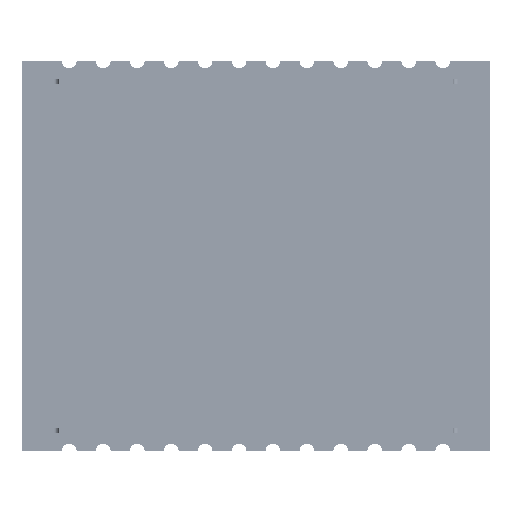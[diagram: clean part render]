
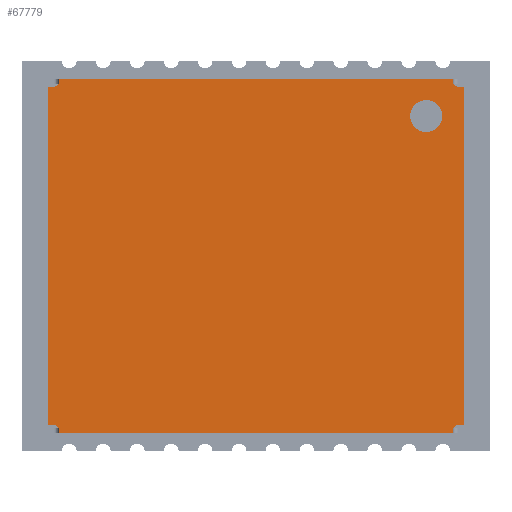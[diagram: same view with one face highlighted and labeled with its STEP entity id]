
A CAD part, top view. The second image highlights one B-rep face of the part: STEP entity #67779.
In plain terms, the highlighted planar face has unit normal (0, 0, 1).
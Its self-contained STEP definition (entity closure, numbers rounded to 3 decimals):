
#2285=FACE_BOUND('',#21272,.T.);
#4826=PLANE('',#74341);
#6802=LINE('',#111822,#10318);
#6805=LINE('',#111828,#10321);
#6813=LINE('',#111850,#10329);
#6827=LINE('',#111888,#10343);
#6830=LINE('',#111894,#10346);
#6838=LINE('',#111916,#10354);
#6855=LINE('',#111959,#10371);
#6862=LINE('',#111985,#10378);
#6880=LINE('',#112032,#10396);
#6884=LINE('',#112041,#10400);
#6891=LINE('',#112067,#10407);
#6909=LINE('',#112114,#10425);
#10318=VECTOR('',#87829,0.1);
#10321=VECTOR('',#87834,14.73);
#10329=VECTOR('',#87852,0.1);
#10343=VECTOR('',#87896,0.1);
#10346=VECTOR('',#87901,14.73);
#10354=VECTOR('',#87919,0.1);
#10371=VECTOR('',#87966,0.2);
#10378=VECTOR('',#87987,12.65);
#10396=VECTOR('',#88041,0.2);
#10400=VECTOR('',#88049,0.2);
#10407=VECTOR('',#88070,12.65);
#10425=VECTOR('',#88124,0.2);
#15996=FACE_OUTER_BOUND('',#21271,.T.);
#21271=EDGE_LOOP('',(#52447,#52448,#52449,#52450,#52451,#52452,#52453,#52454,
#52455,#52456,#52457,#52458,#52459,#52460,#52461,#52462));
#21272=EDGE_LOOP('',(#52463));
#28797=CIRCLE('',#74229,0.2);
#28798=CIRCLE('',#74232,0.2);
#28801=CIRCLE('',#74237,0.2);
#28804=CIRCLE('',#74243,0.2);
#28805=CIRCLE('',#74245,0.6);
#33981=VERTEX_POINT('',#111772);
#33982=VERTEX_POINT('',#111774);
#33985=VERTEX_POINT('',#111781);
#33986=VERTEX_POINT('',#111783);
#33991=VERTEX_POINT('',#111794);
#33992=VERTEX_POINT('',#111796);
#33997=VERTEX_POINT('',#111812);
#33998=VERTEX_POINT('',#111814);
#33999=VERTEX_POINT('',#111818);
#34000=VERTEX_POINT('',#111821);
#34002=VERTEX_POINT('',#111827);
#34020=VERTEX_POINT('',#111887);
#34022=VERTEX_POINT('',#111893);
#34041=VERTEX_POINT('',#111954);
#34043=VERTEX_POINT('',#111961);
#34067=VERTEX_POINT('',#112036);
#34069=VERTEX_POINT('',#112043);
#41083=EDGE_CURVE('',#33982,#33981,#28797,.T.);
#41087=EDGE_CURVE('',#33986,#33985,#28798,.T.);
#41093=EDGE_CURVE('',#33992,#33991,#28801,.T.);
#41103=EDGE_CURVE('',#33998,#33997,#28804,.T.);
#41105=EDGE_CURVE('',#33999,#33999,#28805,.T.);
#41106=EDGE_CURVE('',#33992,#34000,#6802,.T.);
#41109=EDGE_CURVE('',#34000,#34002,#6805,.T.);
#41121=EDGE_CURVE('',#33997,#34002,#6813,.T.);
#41139=EDGE_CURVE('',#33982,#34020,#6827,.T.);
#41142=EDGE_CURVE('',#34020,#34022,#6830,.T.);
#41154=EDGE_CURVE('',#33985,#34022,#6838,.T.);
#41175=EDGE_CURVE('',#33986,#34041,#6855,.T.);
#41188=EDGE_CURVE('',#34041,#34043,#6862,.T.);
#41212=EDGE_CURVE('',#33991,#34043,#6880,.T.);
#41216=EDGE_CURVE('',#33998,#34067,#6884,.T.);
#41229=EDGE_CURVE('',#34067,#34069,#6891,.T.);
#41253=EDGE_CURVE('',#33981,#34069,#6909,.T.);
#52447=ORIENTED_EDGE('',*,*,#41253,.T.);
#52448=ORIENTED_EDGE('',*,*,#41229,.F.);
#52449=ORIENTED_EDGE('',*,*,#41216,.F.);
#52450=ORIENTED_EDGE('',*,*,#41103,.T.);
#52451=ORIENTED_EDGE('',*,*,#41121,.T.);
#52452=ORIENTED_EDGE('',*,*,#41109,.F.);
#52453=ORIENTED_EDGE('',*,*,#41106,.F.);
#52454=ORIENTED_EDGE('',*,*,#41093,.T.);
#52455=ORIENTED_EDGE('',*,*,#41212,.T.);
#52456=ORIENTED_EDGE('',*,*,#41188,.F.);
#52457=ORIENTED_EDGE('',*,*,#41175,.F.);
#52458=ORIENTED_EDGE('',*,*,#41087,.T.);
#52459=ORIENTED_EDGE('',*,*,#41154,.T.);
#52460=ORIENTED_EDGE('',*,*,#41142,.F.);
#52461=ORIENTED_EDGE('',*,*,#41139,.F.);
#52462=ORIENTED_EDGE('',*,*,#41083,.T.);
#52463=ORIENTED_EDGE('',*,*,#41105,.T.);
#67779=ADVANCED_FACE('',(#15996,#2285),#4826,.T.);
#74229=AXIS2_PLACEMENT_3D('',#111775,#87782,#87783);
#74232=AXIS2_PLACEMENT_3D('',#111784,#87790,#87791);
#74237=AXIS2_PLACEMENT_3D('',#111797,#87802,#87803);
#74243=AXIS2_PLACEMENT_3D('',#111815,#87820,#87821);
#74245=AXIS2_PLACEMENT_3D('',#111819,#87825,#87826);
#74341=AXIS2_PLACEMENT_3D('',#112115,#88125,#88126);
#87782=DIRECTION('center_axis',(0.,0.,
-1.));
#87783=DIRECTION('ref_axis',(0.,1.,0.));
#87790=DIRECTION('center_axis',(0.,0.,
-1.));
#87791=DIRECTION('ref_axis',(1.,0.,0.));
#87802=DIRECTION('center_axis',(0.,0.,
-1.));
#87803=DIRECTION('ref_axis',(0.,-1.,0.));
#87820=DIRECTION('center_axis',(0.,0.,
-1.));
#87821=DIRECTION('ref_axis',(-1.,0.,0.));
#87825=DIRECTION('center_axis',(0.,0.,
-1.));
#87826=DIRECTION('ref_axis',(-1.,0.,0.));
#87829=DIRECTION('',(0.,1.,0.));
#87834=DIRECTION('',(1.,0.,0.));
#87852=DIRECTION('',(0.,1.,0.));
#87896=DIRECTION('',(0.,-1.,0.));
#87901=DIRECTION('',(-1.,0.,0.));
#87919=DIRECTION('',(0.,-1.,0.));
#87966=DIRECTION('',(-1.,0.,0.));
#87987=DIRECTION('',(0.,1.,0.));
#88041=DIRECTION('',(-1.,0.,0.));
#88049=DIRECTION('',(1.,0.,0.));
#88070=DIRECTION('',(0.,-1.,0.));
#88124=DIRECTION('',(1.,0.,0.));
#88125=DIRECTION('center_axis',(0.,0.,
1.));
#88126=DIRECTION('ref_axis',(0.,-1.,0.));
#111772=CARTESIAN_POINT('',(1164.075,526.847,4.5));
#111774=CARTESIAN_POINT('',(1163.875,526.647,4.5));
#111775=CARTESIAN_POINT('Origin',(1164.075,526.647,4.5));
#111781=CARTESIAN_POINT('',(1149.145,526.647,4.5));
#111783=CARTESIAN_POINT('',(1148.945,526.847,4.5));
#111784=CARTESIAN_POINT('Origin',(1148.945,526.647,4.5));
#111794=CARTESIAN_POINT('',(1148.945,539.497,4.5));
#111796=CARTESIAN_POINT('',(1149.145,539.697,4.5));
#111797=CARTESIAN_POINT('Origin',(1148.945,539.697,4.5));
#111812=CARTESIAN_POINT('',(1163.875,539.697,4.5));
#111814=CARTESIAN_POINT('',(1164.075,539.497,4.5));
#111815=CARTESIAN_POINT('Origin',(1164.075,539.697,4.5));
#111818=CARTESIAN_POINT('',(1163.475,538.397,4.5));
#111819=CARTESIAN_POINT('Origin',(1162.875,538.397,4.5));
#111821=CARTESIAN_POINT('',(1149.145,539.797,4.5));
#111822=CARTESIAN_POINT('',(1149.145,539.597,4.5));
#111827=CARTESIAN_POINT('',(1163.875,539.797,4.5));
#111828=CARTESIAN_POINT('',(1163.875,539.797,4.5));
#111850=CARTESIAN_POINT('',(1163.875,539.597,4.5));
#111887=CARTESIAN_POINT('',(1163.875,526.547,4.5));
#111888=CARTESIAN_POINT('',(1163.875,526.747,4.5));
#111893=CARTESIAN_POINT('',(1149.145,526.547,4.5));
#111894=CARTESIAN_POINT('',(1149.145,526.547,4.5));
#111916=CARTESIAN_POINT('',(1149.145,526.747,4.5));
#111954=CARTESIAN_POINT('',(1148.745,526.847,4.5));
#111959=CARTESIAN_POINT('',(1148.945,526.847,4.5));
#111961=CARTESIAN_POINT('',(1148.745,539.497,4.5));
#111985=CARTESIAN_POINT('',(1148.745,539.497,4.5));
#112032=CARTESIAN_POINT('',(1148.945,539.497,4.5));
#112036=CARTESIAN_POINT('',(1164.275,539.497,4.5));
#112041=CARTESIAN_POINT('',(1164.075,539.497,4.5));
#112043=CARTESIAN_POINT('',(1164.275,526.847,4.5));
#112067=CARTESIAN_POINT('',(1164.275,526.847,4.5));
#112114=CARTESIAN_POINT('',(1164.075,526.847,4.5));
#112115=CARTESIAN_POINT('Origin',(1164.075,539.497,4.5));
